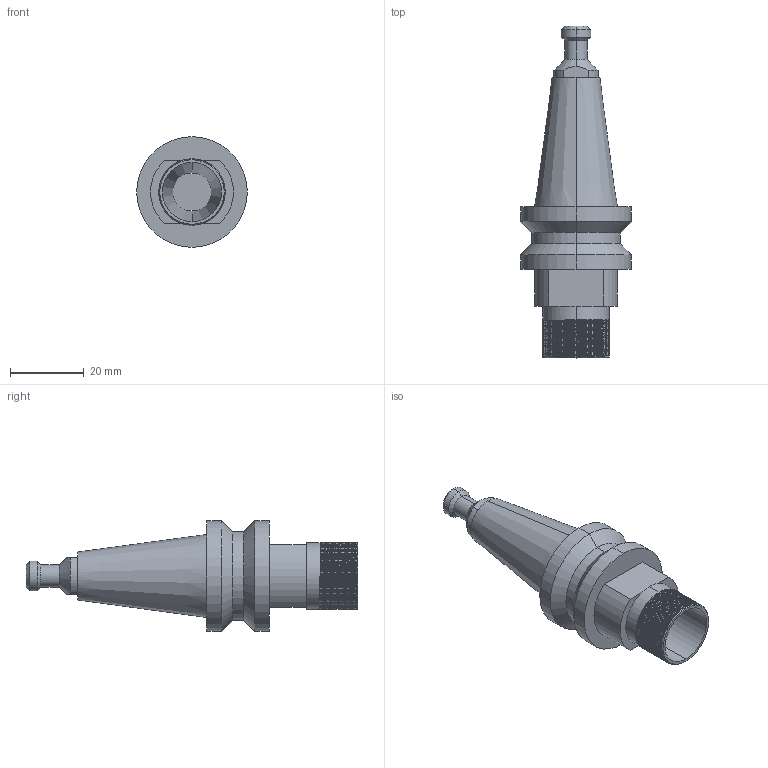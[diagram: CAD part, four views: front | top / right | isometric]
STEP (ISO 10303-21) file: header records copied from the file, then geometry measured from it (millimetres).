
FILE_DESCRIPTION (( 'STEP AP203' ), '1' );
FILE_NAME ('Bit tool.STEP', '2025-11-25T18:21:05', ( '' ), ( '' ), 'SwSTEP 2.0', 'SolidWorks 2024', '' );
FILE_SCHEMA (( 'CONFIG_CONTROL_DESIGN' ));
Length unit declared in the file: millimetre
Products named in the file (1): Bit tool
Bounding box: 30 x 90 x 30 mm (x, y, z)
Volume: 13279.1 mm3; surface area: 10452.3 mm2
Topology: 1 solids, 1 shells, 123 faces, 330 edges, 210 vertices
Faces by surface type: cylinder 81, cone 21, plane 18, bspline 3
Entity records: 7543 total; most frequent: CARTESIAN_POINT 4766, ORIENTED_EDGE 660, DIRECTION 492, EDGE_CURVE 330, VERTEX_POINT 210, AXIS2_PLACEMENT_3D 184, EDGE_LOOP 128, VECTOR 124
